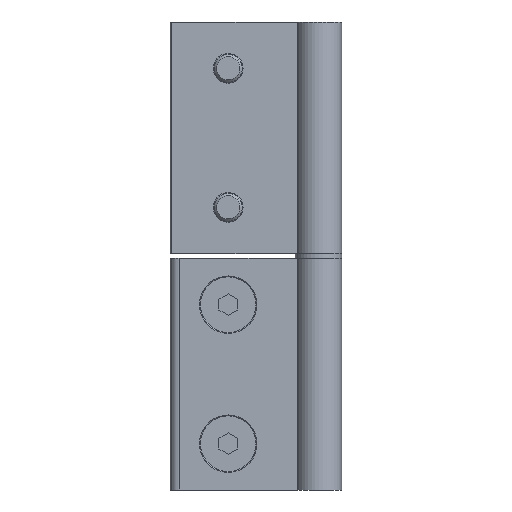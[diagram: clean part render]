
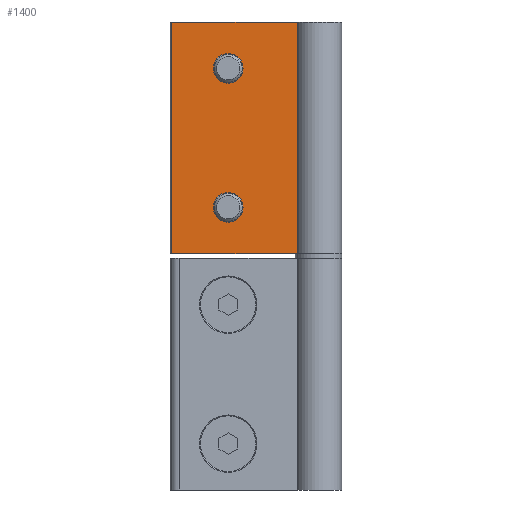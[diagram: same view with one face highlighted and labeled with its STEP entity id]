
A CAD part, left-side view. The second image highlights one B-rep face of the part: STEP entity #1400.
In plain terms, the highlighted planar face has unit normal (-1, 0, 0).
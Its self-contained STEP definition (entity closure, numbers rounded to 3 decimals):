
#33=FACE_BOUND('',#267,.T.);
#34=FACE_BOUND('',#268,.T.);
#83=PLANE('',#1525);
#174=FACE_OUTER_BOUND('',#266,.T.);
#266=EDGE_LOOP('',(#1186,#1187,#1188,#1189));
#267=EDGE_LOOP('',(#1190));
#268=EDGE_LOOP('',(#1191));
#399=LINE('',#2267,#526);
#401=LINE('',#2273,#528);
#405=LINE('',#2289,#532);
#406=LINE('',#2290,#533);
#526=VECTOR('',#1838,1000.);
#528=VECTOR('',#1844,1000.);
#532=VECTOR('',#1860,1000.);
#533=VECTOR('',#1861,1000.);
#595=CIRCLE('',#1526,3.2);
#596=CIRCLE('',#1527,3.2);
#703=VERTEX_POINT('',#2264);
#704=VERTEX_POINT('',#2266);
#706=VERTEX_POINT('',#2272);
#712=VERTEX_POINT('',#2288);
#713=VERTEX_POINT('',#2291);
#714=VERTEX_POINT('',#2293);
#868=EDGE_CURVE('',#704,#703,#399,.T.);
#871=EDGE_CURVE('',#704,#706,#401,.T.);
#879=EDGE_CURVE('',#703,#712,#405,.T.);
#880=EDGE_CURVE('',#706,#712,#406,.T.);
#881=EDGE_CURVE('',#713,#713,#595,.T.);
#882=EDGE_CURVE('',#714,#714,#596,.T.);
#1186=ORIENTED_EDGE('',*,*,#879,.T.);
#1187=ORIENTED_EDGE('',*,*,#880,.F.);
#1188=ORIENTED_EDGE('',*,*,#871,.F.);
#1189=ORIENTED_EDGE('',*,*,#868,.T.);
#1190=ORIENTED_EDGE('',*,*,#881,.F.);
#1191=ORIENTED_EDGE('',*,*,#882,.F.);
#1400=ADVANCED_FACE('',(#174,#33,#34),#83,.F.);
#1525=AXIS2_PLACEMENT_3D('',#2287,#1858,#1859);
#1526=AXIS2_PLACEMENT_3D('',#2292,#1862,#1863);
#1527=AXIS2_PLACEMENT_3D('',#2294,#1864,#1865);
#1838=DIRECTION('',(0.,0.,-1.));
#1844=DIRECTION('',(0.,-1.,0.));
#1858=DIRECTION('center_axis',(1.,0.,0.));
#1859=DIRECTION('ref_axis',(0.,1.,0.));
#1860=DIRECTION('',(0.,-1.,0.));
#1861=DIRECTION('',(0.,0.,-1.));
#1862=DIRECTION('center_axis',(-1.,0.,0.));
#1863=DIRECTION('ref_axis',(0.,-1.,0.));
#1864=DIRECTION('center_axis',(-1.,0.,0.));
#1865=DIRECTION('ref_axis',(0.,-1.,0.));
#2264=CARTESIAN_POINT('',(0.,12.2,-40.));
#2266=CARTESIAN_POINT('',(0.,12.2,10.));
#2267=CARTESIAN_POINT('',(0.,12.2,10.));
#2272=CARTESIAN_POINT('',(0.,-14.917,10.));
#2273=CARTESIAN_POINT('',(0.,12.2,10.));
#2287=CARTESIAN_POINT('Origin',(0.,12.2,10.));
#2288=CARTESIAN_POINT('',(0.,-14.917,-40.));
#2289=CARTESIAN_POINT('',(0.,12.2,-40.));
#2290=CARTESIAN_POINT('',(0.,-14.917,10.));
#2291=CARTESIAN_POINT('',(0.,3.2,-30.));
#2292=CARTESIAN_POINT('Origin',(0.,0.,-30.));
#2293=CARTESIAN_POINT('',(0.,3.2,0.));
#2294=CARTESIAN_POINT('Origin',(0.,0.,0.));
